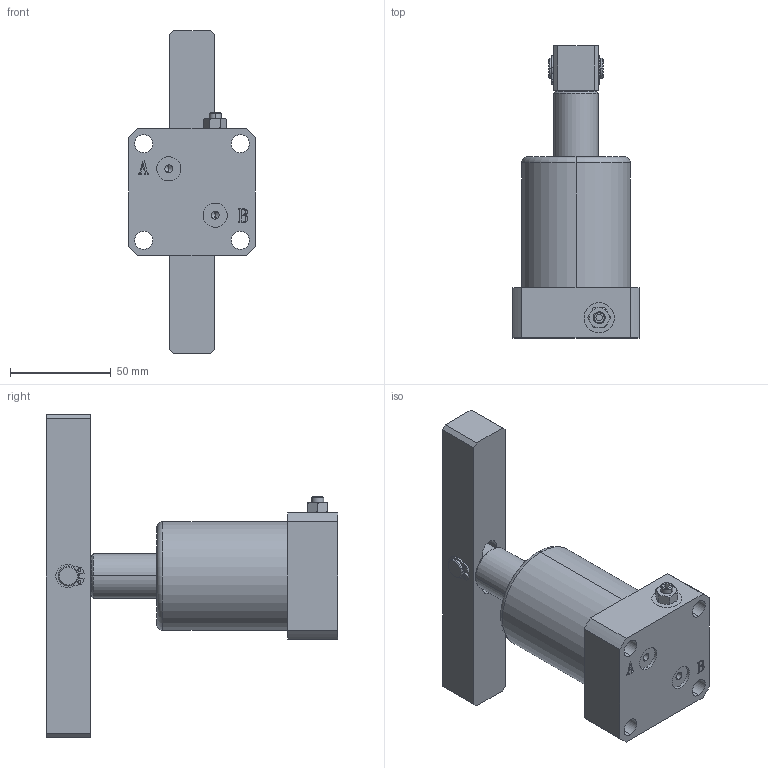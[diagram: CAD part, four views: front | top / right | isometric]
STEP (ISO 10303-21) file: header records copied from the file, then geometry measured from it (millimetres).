
FILE_DESCRIPTION (( 'STEP AP203' ), '1' );
FILE_NAME ('HSL-MF40D.STEP', '2020-09-15T03:49:53', ( '微软用户' ), ( '微软中国' ), 'SwSTEP 2.0', 'SolidWorks 2012', '' );
FILE_SCHEMA (( 'CONFIG_CONTROL_DESIGN' ));
Length unit declared in the file: millimetre
Products named in the file (7): HSL-MF40D; circlips for shaft--type a large gb_GB_CONNECTING_PIECE_RING_RRA 10; HSLMF40D蛌褒詰揤旋杻秶; HSL-40D转角缸活塞杆; HSL-MF40D蛌褒詰隅弇种; G1-4覃厒概; HSL-MF40S蛌褒詰掛极
Assembly tree (7 placements, depth 2):
  HSL-MF40D
    HSL-MF40S蛌褒詰掛极
    G1-4覃厒概
    HSL-MF40D蛌褒詰隅弇种
    HSL-40D转角缸活塞杆
    HSLMF40D蛌褒詰揤旋杻秶
    circlips for shaft--type a large gb_GB_CONNECTING_PIECE_RING_RRA 10  x2
Bounding box: 63 x 145 x 160 mm (x, y, z)
Volume: 291173.7 mm3; surface area: 65855.2 mm2
Topology: 7 solids, 7 shells, 248 faces, 602 edges, 388 vertices
Faces by surface type: plane 104, cylinder 92, cone 30, bspline 16, torus 6
Entity records: 8153 total; most frequent: CARTESIAN_POINT 2094, DIRECTION 1108, ORIENTED_EDGE 1076, EDGE_CURVE 538, AXIS2_PLACEMENT_3D 410, VERTEX_POINT 348, VECTOR 288, LINE 288
